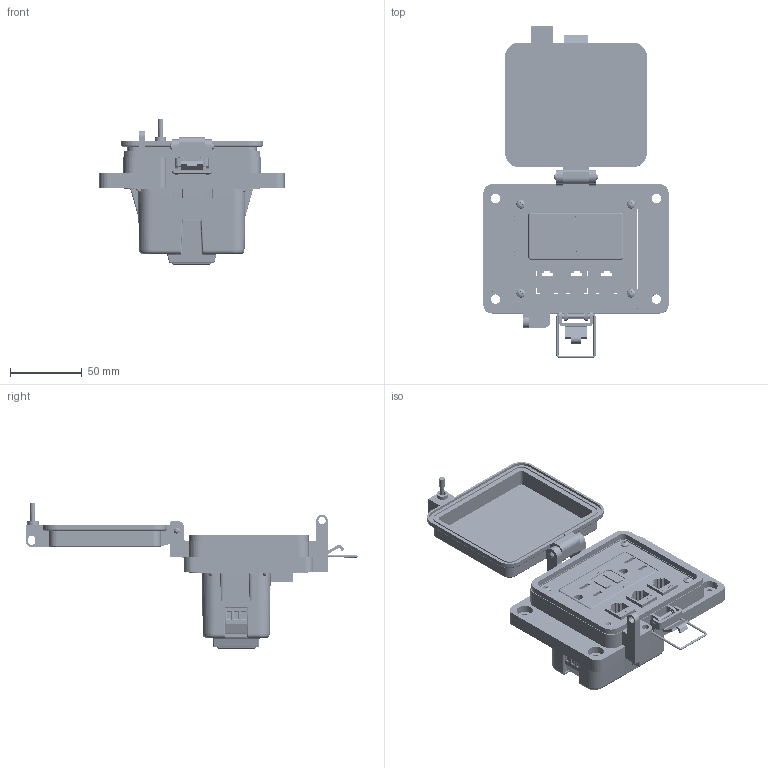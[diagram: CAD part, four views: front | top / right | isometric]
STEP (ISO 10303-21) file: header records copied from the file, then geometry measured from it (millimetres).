
FILE_DESCRIPTION (( 'STEP AP203' ), '1' );
FILE_NAME ('P-R2#3-K3RF0_3D.STEP', '2021-11-18T18:05:59', ( '' ), ( '' ), 'SwSTEP 2.0', 'SolidWorks 2019', '' );
FILE_SCHEMA (( 'CONFIG_CONTROL_DESIGN' ));
Length unit declared in the file: millimetre
Products named in the file (16): P-R2#3-K3RF0_3D; R2; P-R2#3-K3RF0_FP060_1; P-R2#3-K3RF0_BP180_1; Z-200-OTLT-RIOF-15A; Z-120-RIOF-SHELL; Z-H-K3_B; -K3; Z-000-4243316TFP; 92005A124_METRIC PAN HEAD PHILLIPS MACHINE SCREW_92005A124; RF; Z-300-RJ45CAT5; Z-200-OTLT-GFIH-15A_sheared; P-R2#3-K3RF0_TP060_1
Assembly tree (23 placements, depth 4):
  P-R2#3-K3RF0_3D
    P-R2#3-K3RF0_BP180_1
    P-R2#3-K3RF0_TP060_1
    Z-000-4243316TFP  x4
    P-R2#3-K3RF0_FP060_1
    R2
      Z-300-RJ45CAT5
    R2
      Z-300-RJ45CAT5
    R2
      Z-300-RJ45CAT5
    -K3
      Z-H-K3_B
    92005A124_METRIC PAN HEAD PHILLIPS MACHINE SCREW_92005A124  x4
    RF
      Z-200-OTLT-RIOF-15A
        Z-120-RIOF-SHELL
        Z-200-OTLT-GFIH-15A_sheared
Bounding box: 129 x 231.18 x 101.5 mm (x, y, z)
Volume: 303545.9 mm3; surface area: 192443 mm2
Topology: 41 solids, 47 shells, 6445 faces, 16981 edges, 10826 vertices
Faces by surface type: plane 2732, cylinder 1930, bspline 1486, cone 150, torus 89, sphere 58
Entity records: 218255 total; most frequent: CARTESIAN_POINT 102619, ORIENTED_EDGE 26548, DIRECTION 19077, EDGE_CURVE 13274, VERTEX_POINT 8377, LINE 7677, VECTOR 7677, AXIS2_PLACEMENT_3D 5700
